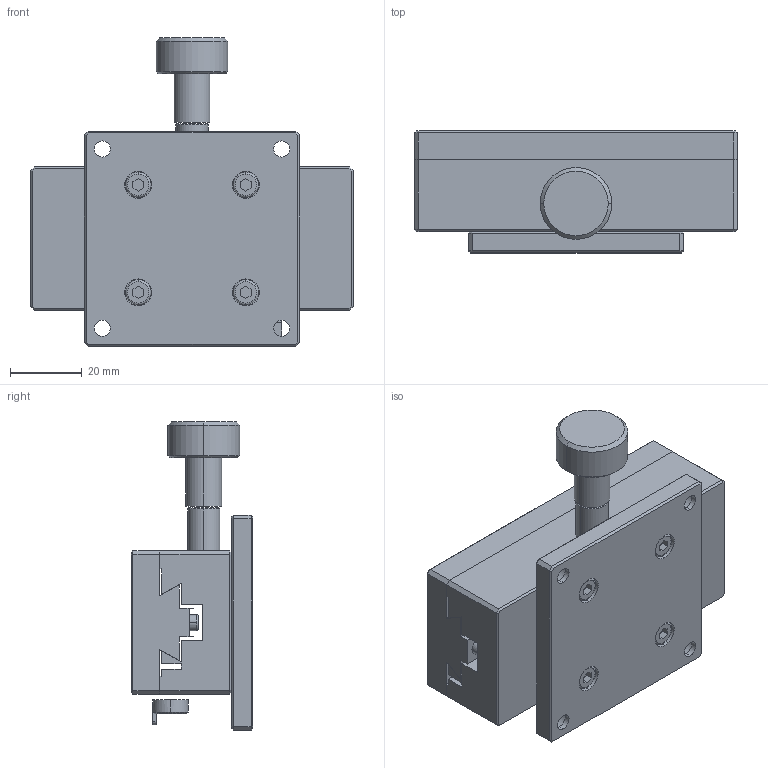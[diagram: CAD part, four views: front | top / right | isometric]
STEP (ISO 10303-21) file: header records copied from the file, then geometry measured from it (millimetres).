
FILE_DESCRIPTION (( 'STEP AP203' ), '1' );
FILE_NAME ('SPYC4090.STEP', '2020-07-28T05:47:12', ( 'User' ), ( 'Microsoft' ), 'SwSTEP 2.0', 'SolidWorks 2018', '' );
FILE_SCHEMA (( 'CONFIG_CONTROL_DESIGN' ));
Length unit declared in the file: millimetre
Products named in the file (2): SPYC4090
Bounding box: 90 x 34 x 86 mm (x, y, z)
Surface area: 38037.8 mm2 (no closed solid volume)
Topology: 0 solids, 10 shells, 331 faces, 1081 edges, 749 vertices
Faces by surface type: plane 192, cylinder 67, bspline 55, cone 9, torus 8
Entity records: 17774 total; most frequent: CARTESIAN_POINT 8589, ORIENTED_EDGE 1819, DIRECTION 1641, EDGE_CURVE 1081, VERTEX_POINT 749, LINE 667, VECTOR 667, AXIS2_PLACEMENT_3D 487
